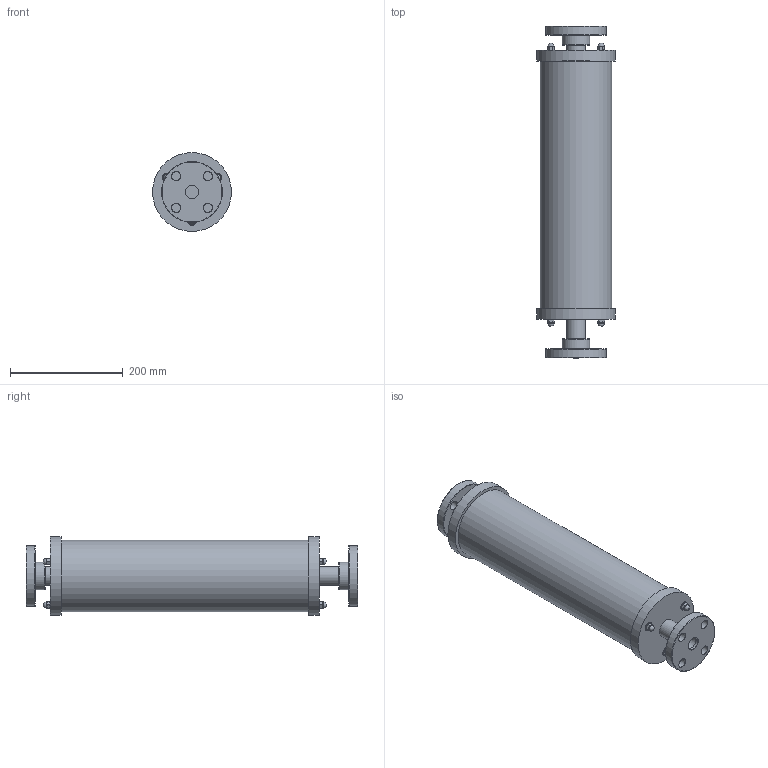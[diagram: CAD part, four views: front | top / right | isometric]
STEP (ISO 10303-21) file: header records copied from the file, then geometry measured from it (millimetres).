
FILE_DESCRIPTION((''),'2;1');
FILE_NAME('ACS#2-2000-GCV-F_R0.stp','2017-07-24T15:31:24',('salesdesk5'),(''),'Autodesk Inventor 2009','Autodesk Inventor 2009','');
FILE_SCHEMA(('AUTOMOTIVE_DESIGN { 1 0 10303 214 1 1 1 1 }'));
Length unit declared in the file: inch
Products named in the file (1): ACS#2-2000-GCV-F_R0
Bounding box: 139.7 x 587.5 x 139.7 mm (x, y, z)
Volume: 1755070.7 mm3; surface area: 770093 mm2
Topology: 1 solids, 109 shells, 619 faces, 1230 edges, 757 vertices
Faces by surface type: bspline 390, cylinder 159, plane 41, torus 26, cone 3
Full cylindrical faces by diameter (mm): 6.35 x6, 6.746 x3, 7.137 x6, 15.875 x6, 16.002 x8, 23.774 x2, 24.308 x3, 33.401 x3, 49.301 x2, 78.74 x1, 80.01 x1, 84.988 x1, 86.36 x1, 107.95 x2, 119.38 x1, 120.65 x1, 127 x1, 128.27 x1, 139.7 x2
Entity records: 29520 total; most frequent: CARTESIAN_POINT 19951, ORIENTED_EDGE 2212, EDGE_CURVE 1106, DIRECTION 1007, B_SPLINE_CURVE_WITH_KNOTS 780, EDGE_LOOP 775, VERTEX_POINT 728, FACE_OUTER_BOUND 619
